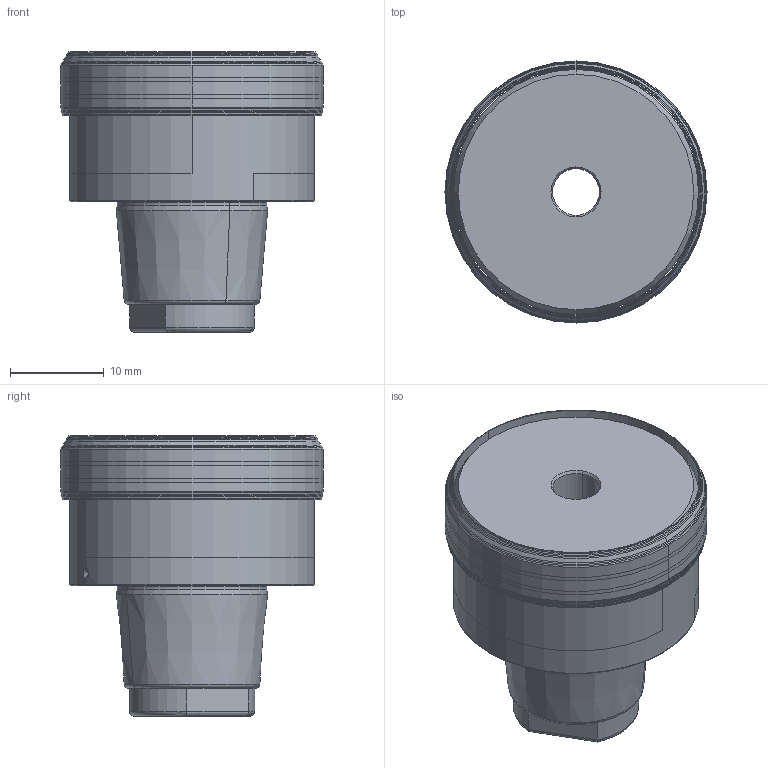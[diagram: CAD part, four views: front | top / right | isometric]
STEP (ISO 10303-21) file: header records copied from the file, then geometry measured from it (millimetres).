
FILE_DESCRIPTION((''),'2;1');
FILE_NAME('DEX','2021-01-21T08:04:15',('weissd'),(''),'CREO PARAMETRIC BY PTC INC, 2019030','CREO PARAMETRIC BY PTC INC, 2019030','');
FILE_SCHEMA(('AP242_MANAGED_MODEL_BASED_3D_ENGINEERING_MIM_LF { 1 0 10303 442 1 1 4 }'));
Length unit declared in the file: millimetre
Products named in the file (1): DEX
Bounding box: 28.02 x 28.02 x 29.95 mm (x, y, z)
Volume: 10119.1 mm3; surface area: 4705 mm2
Topology: 2 solids, 2 shells, 97 faces, 226 edges, 133 vertices
Faces by surface type: cone 62, cylinder 20, plane 7, torus 6, bspline 2
Entity records: 3920 total; most frequent: CARTESIAN_POINT 601, DIRECTION 526, ORIENTED_EDGE 406, PRESENTATION_STYLE_ASSIGNMENT 271, STYLED_ITEM 229, CURVE_STYLE 227, AXIS2_PLACEMENT_3D 206, EDGE_CURVE 203
